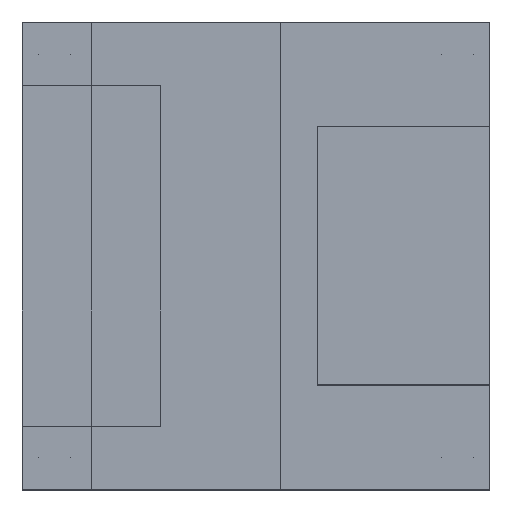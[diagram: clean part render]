
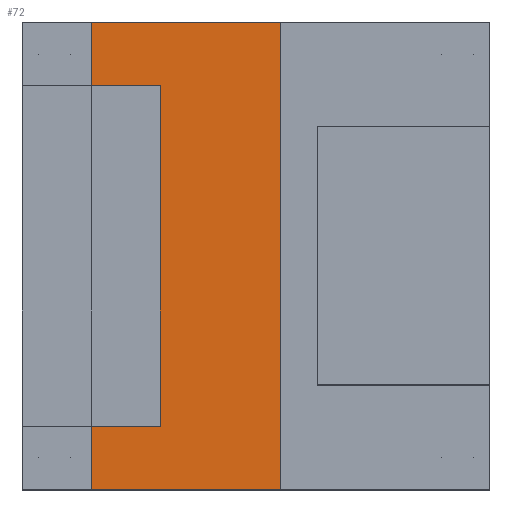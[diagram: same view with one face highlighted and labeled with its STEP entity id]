
A CAD part, top view. The second image highlights one B-rep face of the part: STEP entity #72.
In plain terms, the highlighted planar face has unit normal (0, 0, 1).
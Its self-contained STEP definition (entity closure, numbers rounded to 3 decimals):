
#72=ADVANCED_FACE('',(#106),#541,.T.);
#106=FACE_OUTER_BOUND('',#140,.T.);
#140=EDGE_LOOP('',(#201,#202,#203,#204,#205,#206,#207,#208));
#201=ORIENTED_EDGE('',*,*,#362,.F.);
#202=ORIENTED_EDGE('',*,*,#361,.F.);
#203=ORIENTED_EDGE('',*,*,#360,.F.);
#204=ORIENTED_EDGE('',*,*,#365,.T.);
#205=ORIENTED_EDGE('',*,*,#339,.T.);
#206=ORIENTED_EDGE('',*,*,#343,.T.);
#207=ORIENTED_EDGE('',*,*,#346,.T.);
#208=ORIENTED_EDGE('',*,*,#348,.T.);
#339=EDGE_CURVE('',#484,#483,#419,.T.);
#343=EDGE_CURVE('',#483,#486,#423,.T.);
#346=EDGE_CURVE('',#486,#488,#426,.T.);
#348=EDGE_CURVE('',#488,#496,#428,.T.);
#360=EDGE_CURVE('',#493,#499,#440,.T.);
#361=EDGE_CURVE('',#499,#500,#441,.T.);
#362=EDGE_CURVE('',#500,#496,#442,.T.);
#365=EDGE_CURVE('',#493,#484,#445,.T.);
#419=B_SPLINE_CURVE_WITH_KNOTS('',1,(#675,#676),.UNSPECIFIED.,.F.,.F.,(2,
2),(0.,17.585),.UNSPECIFIED.);
#423=B_SPLINE_CURVE_WITH_KNOTS('',1,(#683,#684),.UNSPECIFIED.,.F.,.F.,(2,
2),(17.585,60.985),.UNSPECIFIED.);
#426=B_SPLINE_CURVE_WITH_KNOTS('',1,(#689,#690),.UNSPECIFIED.,.F.,.F.,(2,
2),(60.985,78.57),.UNSPECIFIED.);
#428=B_SPLINE_CURVE_WITH_KNOTS('',1,(#693,#694),.UNSPECIFIED.,.F.,.F.,(2,
2),(78.57,84.464),.UNSPECIFIED.);
#440=B_SPLINE_CURVE_WITH_KNOTS('',1,(#717,#718),.UNSPECIFIED.,.F.,.F.,(2,
2),(6.415,12.83),.UNSPECIFIED.);
#441=B_SPLINE_CURVE_WITH_KNOTS('',1,(#719,#720),.UNSPECIFIED.,.F.,.F.,(2,
2),(12.83,44.441),.UNSPECIFIED.);
#442=B_SPLINE_CURVE_WITH_KNOTS('',1,(#721,#722),.UNSPECIFIED.,.F.,.F.,(2,
2),(44.441,50.856),.UNSPECIFIED.);
#445=B_SPLINE_CURVE_WITH_KNOTS('',1,(#727,#728),.UNSPECIFIED.,.F.,.F.,(2,
2),(116.076,121.97),.UNSPECIFIED.);
#483=VERTEX_POINT('',#653);
#484=VERTEX_POINT('',#654);
#486=VERTEX_POINT('',#656);
#488=VERTEX_POINT('',#658);
#493=VERTEX_POINT('',#663);
#496=VERTEX_POINT('',#666);
#499=VERTEX_POINT('',#669);
#500=VERTEX_POINT('',#670);
#541=PLANE('',#586);
#586=AXIS2_PLACEMENT_3D('',#646,#615,$);
#615=DIRECTION('',(0.,0.,1.));
#646=CARTESIAN_POINT('',(-15.285,-21.7,11.));
#653=CARTESIAN_POINT('',(2.3,-21.7,11.));
#654=CARTESIAN_POINT('',(-15.285,-21.7,11.));
#656=CARTESIAN_POINT('',(2.3,21.7,11.));
#658=CARTESIAN_POINT('',(-15.285,21.7,11.));
#663=CARTESIAN_POINT('',(-15.285,-15.806,11.));
#666=CARTESIAN_POINT('',(-15.285,15.806,11.));
#669=CARTESIAN_POINT('',(-8.87,-15.806,11.));
#670=CARTESIAN_POINT('',(-8.87,15.806,11.));
#675=CARTESIAN_POINT('',(-15.285,-21.7,11.));
#676=CARTESIAN_POINT('',(2.3,-21.7,11.));
#683=CARTESIAN_POINT('',(2.3,-21.7,11.));
#684=CARTESIAN_POINT('',(2.3,21.7,11.));
#689=CARTESIAN_POINT('',(2.3,21.7,11.));
#690=CARTESIAN_POINT('',(-15.285,21.7,11.));
#693=CARTESIAN_POINT('',(-15.285,21.7,11.));
#694=CARTESIAN_POINT('',(-15.285,15.806,11.));
#717=CARTESIAN_POINT('',(-15.285,-15.806,11.));
#718=CARTESIAN_POINT('',(-8.87,-15.806,11.));
#719=CARTESIAN_POINT('',(-8.87,-15.806,11.));
#720=CARTESIAN_POINT('',(-8.87,15.806,11.));
#721=CARTESIAN_POINT('',(-8.87,15.806,11.));
#722=CARTESIAN_POINT('',(-15.285,15.806,11.));
#727=CARTESIAN_POINT('',(-15.285,-15.806,11.));
#728=CARTESIAN_POINT('',(-15.285,-21.7,11.));
